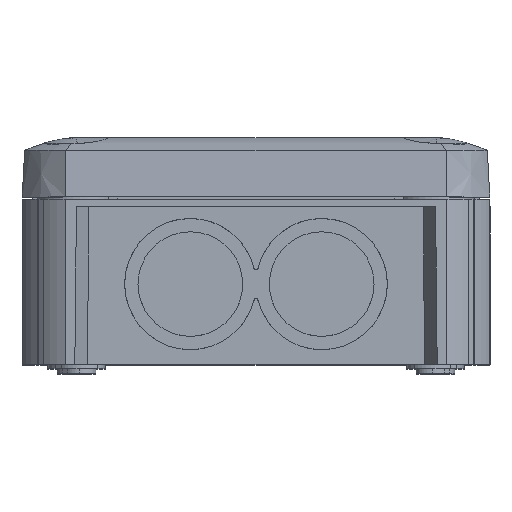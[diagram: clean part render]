
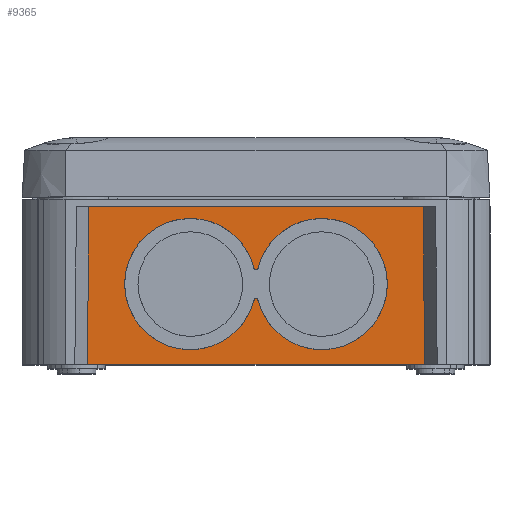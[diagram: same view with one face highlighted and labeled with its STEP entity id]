
A CAD part, top view. The second image highlights one B-rep face of the part: STEP entity #9365.
In plain terms, the highlighted planar face has unit normal (0, -0.009, 1).
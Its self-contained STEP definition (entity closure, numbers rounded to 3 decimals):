
#35 = DIRECTION ( 'NONE',  ( 0., -0.009, 1. ) ) ;
#160 = FACE_BOUND ( 'NONE', #8930, .T. ) ;
#165 = CARTESIAN_POINT ( 'NONE',  ( 0.485, 15.639, 51.817 ) ) ;
#215 = EDGE_CURVE ( 'NONE', #13664, #1704, #2088, .T. ) ;
#665 = EDGE_CURVE ( 'NONE', #1976, #1905, #3036, .T. ) ;
#724 = VERTEX_POINT ( 'NONE', #9131 ) ;
#926 = DIRECTION ( 'NONE',  ( 0., -0.009, 1. ) ) ;
#949 = CARTESIAN_POINT ( 'NONE',  ( 40.809, 38.35, 52.015 ) ) ;
#979 = DIRECTION ( 'NONE',  ( 0., -1., -0.009 ) ) ;
#1138 = VECTOR ( 'NONE', #6564, 1000. ) ;
#1170 = ORIENTED_EDGE ( 'NONE', *, *, #215, .T. ) ;
#1339 = VERTEX_POINT ( 'NONE', #12674 ) ;
#1386 = VERTEX_POINT ( 'NONE', #2858 ) ;
#1458 = AXIS2_PLACEMENT_3D ( 'NONE', #9123, #5425, #5371 ) ;
#1503 = EDGE_CURVE ( 'NONE', #10149, #10616, #13107, .T. ) ;
#1704 = VERTEX_POINT ( 'NONE', #13525 ) ;
#1765 = CIRCLE ( 'NONE', #10390, 16. ) ;
#1905 = VERTEX_POINT ( 'NONE', #949 ) ;
#1976 = VERTEX_POINT ( 'NONE', #7281 ) ;
#2052 = AXIS2_PLACEMENT_3D ( 'NONE', #3960, #12506, #5186 ) ;
#2088 = LINE ( 'NONE', #3949, #1138 ) ;
#2191 = VERTEX_POINT ( 'NONE', #4723 ) ;
#2271 = CARTESIAN_POINT ( 'NONE',  ( 0., 23.079, 51.882 ) ) ;
#2273 = ORIENTED_EDGE ( 'NONE', *, *, #3650, .F. ) ;
#2440 = FACE_OUTER_BOUND ( 'NONE', #5785, .T. ) ;
#2650 = CARTESIAN_POINT ( 'NONE',  ( -0.485, 15.639, 51.817 ) ) ;
#2733 = EDGE_CURVE ( 'NONE', #724, #2191, #4677, .T. ) ;
#2858 = CARTESIAN_POINT ( 'NONE',  ( -16., 3.549, 51.711 ) ) ;
#2930 = ORIENTED_EDGE ( 'NONE', *, *, #4826, .F. ) ;
#3036 = LINE ( 'NONE', #5535, #12967 ) ;
#3079 = AXIS2_PLACEMENT_3D ( 'NONE', #7059, #5777, #5726 ) ;
#3125 = CIRCLE ( 'NONE', #12402, 16. ) ;
#3174 = ORIENTED_EDGE ( 'NONE', *, *, #2733, .F. ) ;
#3342 = DIRECTION ( 'NONE',  ( 0., 0.009, -1. ) ) ;
#3451 = CARTESIAN_POINT ( 'NONE',  ( 0., 15.517, 51.816 ) ) ;
#3650 = EDGE_CURVE ( 'NONE', #1386, #7795, #14648, .T. ) ;
#3837 = VERTEX_POINT ( 'NONE', #15378 ) ;
#3949 = CARTESIAN_POINT ( 'NONE',  ( 41., 0., 51.68 ) ) ;
#3960 = CARTESIAN_POINT ( 'NONE',  ( 16., 19.548, 51.851 ) ) ;
#4076 = DIRECTION ( 'NONE',  ( 0., 0.009, -1. ) ) ;
#4193 = ORIENTED_EDGE ( 'NONE', *, *, #13441, .F. ) ;
#4227 = CIRCLE ( 'NONE', #8731, 0.5 ) ;
#4439 = AXIS2_PLACEMENT_3D ( 'NONE', #6148, #35, #14718 ) ;
#4677 = CIRCLE ( 'NONE', #13637, 16. ) ;
#4702 = ORIENTED_EDGE ( 'NONE', *, *, #8531, .F. ) ;
#4723 = CARTESIAN_POINT ( 'NONE',  ( -16., 35.548, 51.99 ) ) ;
#4826 = EDGE_CURVE ( 'NONE', #10616, #724, #6837, .T. ) ;
#5186 = DIRECTION ( 'NONE',  ( 0., -1., -0.009 ) ) ;
#5312 = EDGE_CURVE ( 'NONE', #1905, #1704, #8131, .T. ) ;
#5371 = DIRECTION ( 'NONE',  ( 0., -1., -0.009 ) ) ;
#5425 = DIRECTION ( 'NONE',  ( 0., -0.009, 1. ) ) ;
#5459 = VERTEX_POINT ( 'NONE', #165 ) ;
#5535 = CARTESIAN_POINT ( 'NONE',  ( 41., 38.35, 52.015 ) ) ;
#5726 = DIRECTION ( 'NONE',  ( 0., -1., -0.009 ) ) ;
#5772 = DIRECTION ( 'NONE',  ( 0., -0.009, 1. ) ) ;
#5777 = DIRECTION ( 'NONE',  ( 0., 0.009, -1. ) ) ;
#5785 = EDGE_LOOP ( 'NONE', ( #1170, #6561, #15497, #15416 ) ) ;
#5946 = CARTESIAN_POINT ( 'NONE',  ( -16., 19.548, 51.851 ) ) ;
#5953 = CARTESIAN_POINT ( 'NONE',  ( -16., 19.548, 51.851 ) ) ;
#6148 = CARTESIAN_POINT ( 'NONE',  ( -16., 19.548, 51.851 ) ) ;
#6479 = DIRECTION ( 'NONE',  ( -0.005, -1., -0.009 ) ) ;
#6561 = ORIENTED_EDGE ( 'NONE', *, *, #5312, .F. ) ;
#6564 = DIRECTION ( 'NONE',  ( 1., 0., 0. ) ) ;
#6739 = CARTESIAN_POINT ( 'NONE',  ( 0., 23.579, 51.886 ) ) ;
#6837 = CIRCLE ( 'NONE', #9527, 0.5 ) ;
#7059 = CARTESIAN_POINT ( 'NONE',  ( 0., 23.579, 51.886 ) ) ;
#7253 = DIRECTION ( 'NONE',  ( 0., -0.009, 1. ) ) ;
#7281 = CARTESIAN_POINT ( 'NONE',  ( -40.809, 38.35, 52.015 ) ) ;
#7589 = CARTESIAN_POINT ( 'NONE',  ( -41., 0., 51.68 ) ) ;
#7671 = LINE ( 'NONE', #7589, #12838 ) ;
#7795 = VERTEX_POINT ( 'NONE', #2650 ) ;
#8131 = LINE ( 'NONE', #9519, #14664 ) ;
#8182 = DIRECTION ( 'NONE',  ( 0., -1., -0.009 ) ) ;
#8298 = DIRECTION ( 'NONE',  ( 0., -1., -0.009 ) ) ;
#8520 = EDGE_CURVE ( 'NONE', #1339, #10149, #9790, .T. ) ;
#8531 = EDGE_CURVE ( 'NONE', #5459, #3837, #3125, .T. ) ;
#8731 = AXIS2_PLACEMENT_3D ( 'NONE', #3451, #3342, #8182 ) ;
#8930 = EDGE_LOOP ( 'NONE', ( #11333, #13620, #11025, #4702, #10712, #2273, #4193, #3174, #2930 ) ) ;
#9123 = CARTESIAN_POINT ( 'NONE',  ( 41., 0., 51.68 ) ) ;
#9131 = CARTESIAN_POINT ( 'NONE',  ( -0.485, 23.457, 51.885 ) ) ;
#9365 = ADVANCED_FACE ( 'NONE', ( #160, #2440 ), #10281, .T. ) ;
#9519 = CARTESIAN_POINT ( 'NONE',  ( 41., 0., 51.68 ) ) ;
#9527 = AXIS2_PLACEMENT_3D ( 'NONE', #6739, #4076, #14069 ) ;
#9708 = EDGE_CURVE ( 'NONE', #3837, #1339, #11241, .T. ) ;
#9790 = CIRCLE ( 'NONE', #12903, 16. ) ;
#10149 = VERTEX_POINT ( 'NONE', #10303 ) ;
#10281 = PLANE ( 'NONE',  #1458 ) ;
#10303 = CARTESIAN_POINT ( 'NONE',  ( 0.485, 23.457, 51.885 ) ) ;
#10390 = AXIS2_PLACEMENT_3D ( 'NONE', #5946, #13286, #10943 ) ;
#10616 = VERTEX_POINT ( 'NONE', #2271 ) ;
#10651 = CARTESIAN_POINT ( 'NONE',  ( 16., 19.548, 51.851 ) ) ;
#10712 = ORIENTED_EDGE ( 'NONE', *, *, #15296, .F. ) ;
#10943 = DIRECTION ( 'NONE',  ( 0., 1., 0.009 ) ) ;
#11025 = ORIENTED_EDGE ( 'NONE', *, *, #9708, .F. ) ;
#11241 = CIRCLE ( 'NONE', #2052, 16. ) ;
#11333 = ORIENTED_EDGE ( 'NONE', *, *, #1503, .F. ) ;
#12402 = AXIS2_PLACEMENT_3D ( 'NONE', #10651, #5772, #979 ) ;
#12506 = DIRECTION ( 'NONE',  ( 0., -0.009, 1. ) ) ;
#12588 = CARTESIAN_POINT ( 'NONE',  ( -41., 0., 51.68 ) ) ;
#12674 = CARTESIAN_POINT ( 'NONE',  ( 16., 35.548, 51.99 ) ) ;
#12838 = VECTOR ( 'NONE', #6479, 1000. ) ;
#12898 = DIRECTION ( 'NONE',  ( 1., 0., 0. ) ) ;
#12903 = AXIS2_PLACEMENT_3D ( 'NONE', #14337, #926, #8298 ) ;
#12967 = VECTOR ( 'NONE', #12898, 1000. ) ;
#13033 = EDGE_CURVE ( 'NONE', #1976, #13664, #7671, .T. ) ;
#13107 = CIRCLE ( 'NONE', #3079, 0.5 ) ;
#13286 = DIRECTION ( 'NONE',  ( 0., -0.009, 1. ) ) ;
#13329 = DIRECTION ( 'NONE',  ( 0.005, -1., -0.009 ) ) ;
#13441 = EDGE_CURVE ( 'NONE', #2191, #1386, #1765, .T. ) ;
#13525 = CARTESIAN_POINT ( 'NONE',  ( 41., 0., 51.68 ) ) ;
#13620 = ORIENTED_EDGE ( 'NONE', *, *, #8520, .F. ) ;
#13637 = AXIS2_PLACEMENT_3D ( 'NONE', #5953, #7253, #15697 ) ;
#13664 = VERTEX_POINT ( 'NONE', #12588 ) ;
#14069 = DIRECTION ( 'NONE',  ( 0., -1., -0.009 ) ) ;
#14337 = CARTESIAN_POINT ( 'NONE',  ( 16., 19.548, 51.851 ) ) ;
#14648 = CIRCLE ( 'NONE', #4439, 16. ) ;
#14664 = VECTOR ( 'NONE', #13329, 1000. ) ;
#14718 = DIRECTION ( 'NONE',  ( 0., 1., 0.009 ) ) ;
#15296 = EDGE_CURVE ( 'NONE', #7795, #5459, #4227, .T. ) ;
#15378 = CARTESIAN_POINT ( 'NONE',  ( 16., 3.549, 51.711 ) ) ;
#15416 = ORIENTED_EDGE ( 'NONE', *, *, #13033, .T. ) ;
#15497 = ORIENTED_EDGE ( 'NONE', *, *, #665, .F. ) ;
#15697 = DIRECTION ( 'NONE',  ( 0., 1., 0.009 ) ) ;
